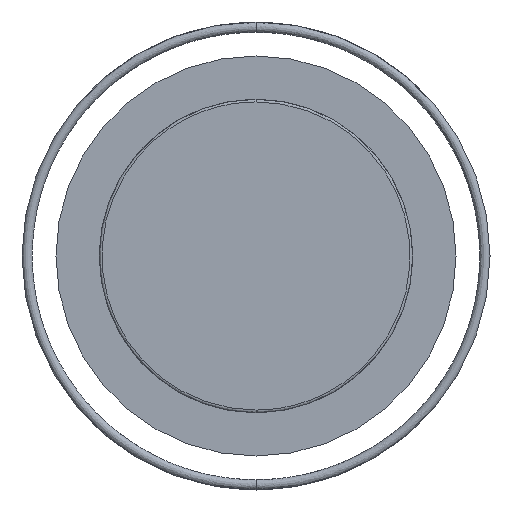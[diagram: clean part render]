
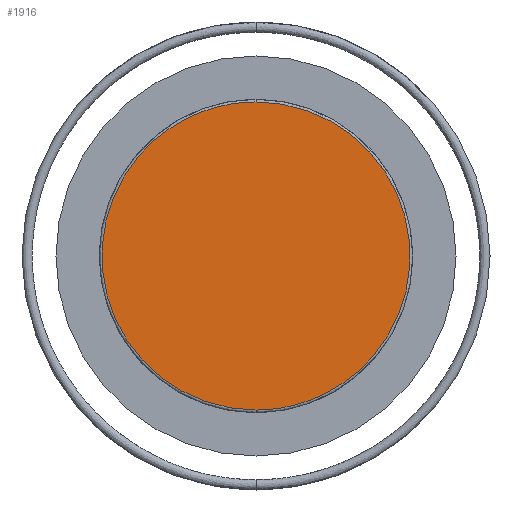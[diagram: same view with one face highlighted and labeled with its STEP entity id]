
A CAD part, front view. The second image highlights one B-rep face of the part: STEP entity #1916.
In plain terms, the highlighted planar face has unit normal (0, -1, 0).
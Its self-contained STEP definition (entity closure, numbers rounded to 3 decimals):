
#52 =( BOUNDED_CURVE ( )  B_SPLINE_CURVE ( 3, ( #147, #2088, #727, #1109 ),
 .UNSPECIFIED., .F., .F. ) 
 B_SPLINE_CURVE_WITH_KNOTS ( ( 4, 4 ),
 ( 0., 1. ),
 .UNSPECIFIED. ) 
 CURVE ( )  GEOMETRIC_REPRESENTATION_ITEM ( )  RATIONAL_B_SPLINE_CURVE ( ( 1., 0.333, 0.333, 1. ) ) 
 REPRESENTATION_ITEM ( '' )  );
#147 = CARTESIAN_POINT ( 'NONE',  ( 0., 0., -88.74 ) ) ;
#339 = EDGE_CURVE ( 'NONE', #1378, #1334, #1729, .T. ) ;
#617 = EDGE_LOOP ( 'NONE', ( #2046, #1033 ) ) ;
#714 = DIRECTION ( 'NONE',  ( 0., 0., -1. ) ) ;
#727 = CARTESIAN_POINT ( 'NONE',  ( -177.48, 0., 88.74 ) ) ;
#759 = CARTESIAN_POINT ( 'NONE',  ( 177.48, 0., -88.74 ) ) ;
#915 = DIRECTION ( 'NONE',  ( 0., -1., 0. ) ) ;
#1033 = ORIENTED_EDGE ( 'NONE', *, *, #1980, .F. ) ;
#1042 = CARTESIAN_POINT ( 'NONE',  ( 0., 0., 88.74 ) ) ;
#1109 = CARTESIAN_POINT ( 'NONE',  ( 0., 0., 88.74 ) ) ;
#1317 = FACE_OUTER_BOUND ( 'NONE', #617, .T. ) ;
#1332 = PLANE ( 'NONE',  #2170 ) ;
#1334 = VERTEX_POINT ( 'NONE', #2309 ) ;
#1378 = VERTEX_POINT ( 'NONE', #1042 ) ;
#1560 = CARTESIAN_POINT ( 'NONE',  ( 0., 0., -88.74 ) ) ;
#1729 =( BOUNDED_CURVE ( )  B_SPLINE_CURVE ( 3, ( #2090, #2141, #759, #1560 ),
 .UNSPECIFIED., .F., .F. ) 
 B_SPLINE_CURVE_WITH_KNOTS ( ( 4, 4 ),
 ( 0., 1. ),
 .UNSPECIFIED. ) 
 CURVE ( )  GEOMETRIC_REPRESENTATION_ITEM ( )  RATIONAL_B_SPLINE_CURVE ( ( 1., 0.333, 0.333, 1. ) ) 
 REPRESENTATION_ITEM ( '' )  );
#1916 = ADVANCED_FACE ( 'NONE', ( #1317 ), #1332, .T. ) ;
#1980 = EDGE_CURVE ( 'NONE', #1334, #1378, #52, .T. ) ;
#2046 = ORIENTED_EDGE ( 'NONE', *, *, #339, .F. ) ;
#2088 = CARTESIAN_POINT ( 'NONE',  ( -177.48, 0., -88.74 ) ) ;
#2090 = CARTESIAN_POINT ( 'NONE',  ( 0., 0., 88.74 ) ) ;
#2104 = CARTESIAN_POINT ( 'NONE',  ( 0., 0., 0. ) ) ;
#2141 = CARTESIAN_POINT ( 'NONE',  ( 177.48, 0., 88.74 ) ) ;
#2170 = AXIS2_PLACEMENT_3D ( 'NONE', #2104, #915, #714 ) ;
#2309 = CARTESIAN_POINT ( 'NONE',  ( 0., 0., -88.74 ) ) ;
